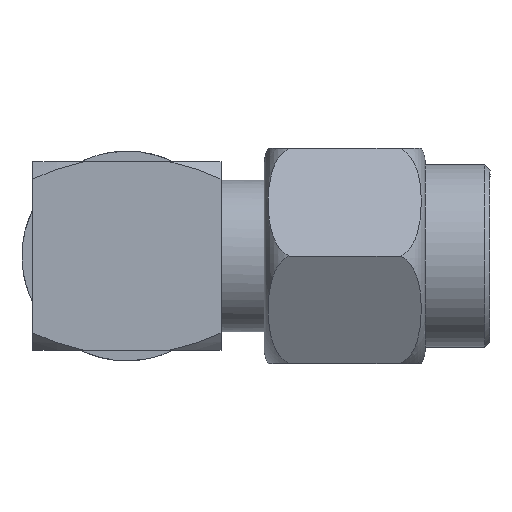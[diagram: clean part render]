
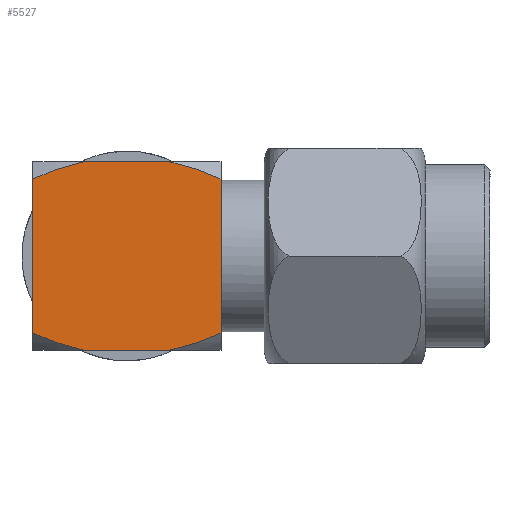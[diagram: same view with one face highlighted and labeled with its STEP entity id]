
A CAD part, front view. The second image highlights one B-rep face of the part: STEP entity #5527.
In plain terms, the highlighted planar face has unit normal (0, -1, 0).
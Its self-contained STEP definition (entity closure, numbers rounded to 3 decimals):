
#195 = CARTESIAN_POINT ( 'NONE',  ( -7., -3.5, -0.956 ) ) ;
#258 = CARTESIAN_POINT ( 'NONE',  ( -5.78, -3.5, 3.35 ) ) ;
#293 = ORIENTED_EDGE ( 'NONE', *, *, #3480, .T. ) ;
#391 = PLANE ( 'NONE',  #2114 ) ;
#413 = DIRECTION ( 'NONE',  ( 0., 0., -1. ) ) ;
#506 = B_SPLINE_CURVE_WITH_KNOTS ( 'NONE', 3,
 ( #4252, #1389, #4753, #5739 ),
 .UNSPECIFIED., .F., .F.,
 ( 4, 4 ),
 ( 0., 1. ),
 .UNSPECIFIED. ) ;
#512 = CARTESIAN_POINT ( 'NONE',  ( -7., -3.5, -2.868 ) ) ;
#529 = B_SPLINE_CURVE_WITH_KNOTS ( 'NONE', 3,
 ( #2147, #6049, #195, #4127 ),
 .UNSPECIFIED., .F., .F.,
 ( 4, 4 ),
 ( 0., 1. ),
 .UNSPECIFIED. ) ;
#533 = CARTESIAN_POINT ( 'NONE',  ( -5.78, -3.5, -3.35 ) ) ;
#672 = EDGE_CURVE ( 'NONE', #4587, #5120, #5480, .T. ) ;
#690 = VERTEX_POINT ( 'NONE', #3875 ) ;
#691 = B_SPLINE_CURVE_WITH_KNOTS ( 'NONE', 3,
 ( #1988, #5327, #5838, #5853 ),
 .UNSPECIFIED., .F., .F.,
 ( 4, 4 ),
 ( 0., 1. ),
 .UNSPECIFIED. ) ;
#825 = CARTESIAN_POINT ( 'NONE',  ( -1.9, -3.5, 3.5 ) ) ;
#834 = CARTESIAN_POINT ( 'NONE',  ( -7., -3.5, 3.5 ) ) ;
#921 = CARTESIAN_POINT ( 'NONE',  ( -1.22, -3.5, 3.35 ) ) ;
#1126 = CARTESIAN_POINT ( 'NONE',  ( -5.1, -3.5, 3.5 ) ) ;
#1241 = CARTESIAN_POINT ( 'NONE',  ( -7., -3.5, -2.868 ) ) ;
#1281 = EDGE_CURVE ( 'NONE', #3247, #690, #3056, .T. ) ;
#1317 = CARTESIAN_POINT ( 'NONE',  ( -0.587, -3.5, 3.139 ) ) ;
#1329 = EDGE_CURVE ( 'NONE', #5266, #3247, #691, .T. ) ;
#1389 = CARTESIAN_POINT ( 'NONE',  ( -4.033, -3.5, -3.5 ) ) ;
#1432 = CARTESIAN_POINT ( 'NONE',  ( -6.413, -3.5, -3.139 ) ) ;
#1767 = VERTEX_POINT ( 'NONE', #5263 ) ;
#1813 = CARTESIAN_POINT ( 'NONE',  ( -1.9, -3.5, 3.5 ) ) ;
#1869 = CARTESIAN_POINT ( 'NONE',  ( 0., -3.5, -2.868 ) ) ;
#1988 = CARTESIAN_POINT ( 'NONE',  ( 0., -3.5, 2.868 ) ) ;
#2114 = AXIS2_PLACEMENT_3D ( 'NONE', #834, #3284, #413 ) ;
#2147 = CARTESIAN_POINT ( 'NONE',  ( -7., -3.5, 2.868 ) ) ;
#2194 = CARTESIAN_POINT ( 'NONE',  ( -2.967, -3.5, 3.5 ) ) ;
#2214 = CARTESIAN_POINT ( 'NONE',  ( -4.033, -3.5, 3.5 ) ) ;
#2375 = FACE_OUTER_BOUND ( 'NONE', #2562, .T. ) ;
#2428 = B_SPLINE_CURVE_WITH_KNOTS ( 'NONE', 3,
 ( #1126, #258, #2653, #2675 ),
 .UNSPECIFIED., .F., .F.,
 ( 4, 4 ),
 ( 0., 1. ),
 .UNSPECIFIED. ) ;
#2474 = CARTESIAN_POINT ( 'NONE',  ( -1.9, -3.5, -3.5 ) ) ;
#2562 = EDGE_LOOP ( 'NONE', ( #3317, #4733, #2931, #4243, #5835, #3837, #293, #4434 ) ) ;
#2620 = CARTESIAN_POINT ( 'NONE',  ( -7., -3.5, 2.868 ) ) ;
#2653 = CARTESIAN_POINT ( 'NONE',  ( -6.413, -3.5, 3.139 ) ) ;
#2675 = CARTESIAN_POINT ( 'NONE',  ( -7., -3.5, 2.868 ) ) ;
#2726 = EDGE_CURVE ( 'NONE', #5266, #3694, #4233, .T. ) ;
#2931 = ORIENTED_EDGE ( 'NONE', *, *, #1329, .F. ) ;
#3056 = B_SPLINE_CURVE_WITH_KNOTS ( 'NONE', 3,
 ( #4365, #3851, #4329, #2474 ),
 .UNSPECIFIED., .F., .F.,
 ( 4, 4 ),
 ( 0., 1. ),
 .UNSPECIFIED. ) ;
#3088 = VERTEX_POINT ( 'NONE', #2620 ) ;
#3228 = CARTESIAN_POINT ( 'NONE',  ( -5.1, -3.5, 3.5 ) ) ;
#3247 = VERTEX_POINT ( 'NONE', #1869 ) ;
#3284 = DIRECTION ( 'NONE',  ( 0., -1., 0. ) ) ;
#3317 = ORIENTED_EDGE ( 'NONE', *, *, #5595, .T. ) ;
#3480 = EDGE_CURVE ( 'NONE', #3088, #4587, #529, .T. ) ;
#3694 = VERTEX_POINT ( 'NONE', #4838 ) ;
#3837 = ORIENTED_EDGE ( 'NONE', *, *, #3972, .T. ) ;
#3851 = CARTESIAN_POINT ( 'NONE',  ( -0.547, -3.5, -3.121 ) ) ;
#3875 = CARTESIAN_POINT ( 'NONE',  ( -1.9, -3.5, -3.5 ) ) ;
#3894 = CARTESIAN_POINT ( 'NONE',  ( -5.1, -3.5, -3.5 ) ) ;
#3972 = EDGE_CURVE ( 'NONE', #1767, #3088, #2428, .T. ) ;
#4127 = CARTESIAN_POINT ( 'NONE',  ( -7., -3.5, -2.868 ) ) ;
#4233 = B_SPLINE_CURVE_WITH_KNOTS ( 'NONE', 3,
 ( #5212, #1317, #921, #1813 ),
 .UNSPECIFIED., .F., .F.,
 ( 4, 4 ),
 ( 0., 1. ),
 .UNSPECIFIED. ) ;
#4243 = ORIENTED_EDGE ( 'NONE', *, *, #2726, .T. ) ;
#4252 = CARTESIAN_POINT ( 'NONE',  ( -5.1, -3.5, -3.5 ) ) ;
#4288 = B_SPLINE_CURVE_WITH_KNOTS ( 'NONE', 3,
 ( #825, #2194, #2214, #3228 ),
 .UNSPECIFIED., .F., .F.,
 ( 4, 4 ),
 ( 0., 1. ),
 .UNSPECIFIED. ) ;
#4329 = CARTESIAN_POINT ( 'NONE',  ( -1.18, -3.5, -3.341 ) ) ;
#4365 = CARTESIAN_POINT ( 'NONE',  ( 0., -3.5, -2.868 ) ) ;
#4434 = ORIENTED_EDGE ( 'NONE', *, *, #672, .T. ) ;
#4587 = VERTEX_POINT ( 'NONE', #1241 ) ;
#4733 = ORIENTED_EDGE ( 'NONE', *, *, #1281, .F. ) ;
#4753 = CARTESIAN_POINT ( 'NONE',  ( -2.967, -3.5, -3.5 ) ) ;
#4838 = CARTESIAN_POINT ( 'NONE',  ( -1.9, -3.5, 3.5 ) ) ;
#4843 = CARTESIAN_POINT ( 'NONE',  ( 0., -3.5, 2.868 ) ) ;
#5120 = VERTEX_POINT ( 'NONE', #5491 ) ;
#5173 = EDGE_CURVE ( 'NONE', #3694, #1767, #4288, .T. ) ;
#5212 = CARTESIAN_POINT ( 'NONE',  ( 0., -3.5, 2.868 ) ) ;
#5263 = CARTESIAN_POINT ( 'NONE',  ( -5.1, -3.5, 3.5 ) ) ;
#5266 = VERTEX_POINT ( 'NONE', #4843 ) ;
#5327 = CARTESIAN_POINT ( 'NONE',  ( 0., -3.5, 0.956 ) ) ;
#5480 = B_SPLINE_CURVE_WITH_KNOTS ( 'NONE', 3,
 ( #512, #1432, #533, #3894 ),
 .UNSPECIFIED., .F., .F.,
 ( 4, 4 ),
 ( 0., 1. ),
 .UNSPECIFIED. ) ;
#5491 = CARTESIAN_POINT ( 'NONE',  ( -5.1, -3.5, -3.5 ) ) ;
#5527 = ADVANCED_FACE ( 'NONE', ( #2375 ), #391, .T. ) ;
#5595 = EDGE_CURVE ( 'NONE', #5120, #690, #506, .T. ) ;
#5739 = CARTESIAN_POINT ( 'NONE',  ( -1.9, -3.5, -3.5 ) ) ;
#5835 = ORIENTED_EDGE ( 'NONE', *, *, #5173, .T. ) ;
#5838 = CARTESIAN_POINT ( 'NONE',  ( 0., -3.5, -0.956 ) ) ;
#5853 = CARTESIAN_POINT ( 'NONE',  ( 0., -3.5, -2.868 ) ) ;
#6049 = CARTESIAN_POINT ( 'NONE',  ( -7., -3.5, 0.956 ) ) ;
